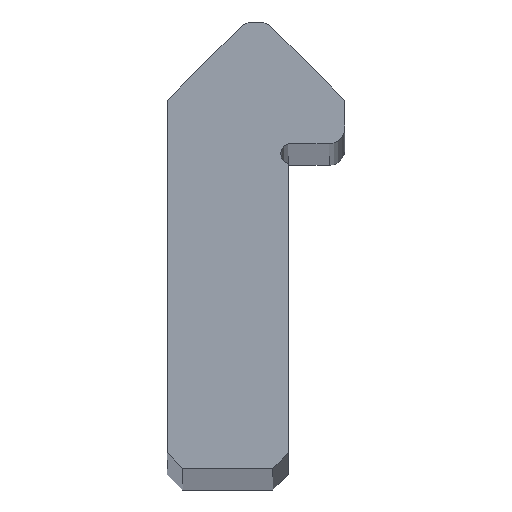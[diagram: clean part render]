
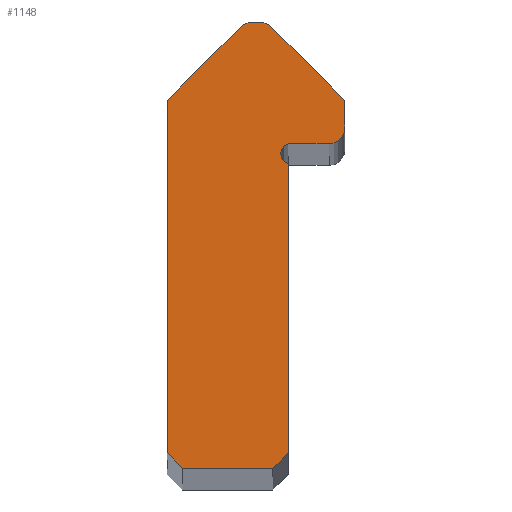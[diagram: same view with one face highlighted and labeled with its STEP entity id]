
A CAD part, top view. The second image highlights one B-rep face of the part: STEP entity #1148.
In plain terms, the highlighted planar face has unit normal (0, 0, 1).
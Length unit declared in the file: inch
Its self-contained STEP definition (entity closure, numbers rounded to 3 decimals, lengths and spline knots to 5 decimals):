
#3 = DIRECTION ( 'NONE',  ( 0., 0., 1. ) ) ;
#21 = CARTESIAN_POINT ( 'NONE',  ( -0.1709, -0.1709, 0. ) ) ;
#31 = CARTESIAN_POINT ( 'NONE',  ( 0.0325, -0.88193, 0. ) ) ;
#49 = VECTOR ( 'NONE', #443, 39.37008 ) ;
#53 = CARTESIAN_POINT ( 'NONE',  ( 0.1715, -0.22493, 0. ) ) ;
#59 = DIRECTION ( 'NONE',  ( -1., 0., 0. ) ) ;
#61 = ORIENTED_EDGE ( 'NONE', *, *, #1220, .T. ) ;
#64 = DIRECTION ( 'NONE',  ( -0.707, 0.707, 0. ) ) ;
#74 = DIRECTION ( 'NONE',  ( 0., 0., -1. ) ) ;
#90 = CARTESIAN_POINT ( 'NONE',  ( 0., -0.08485, 0. ) ) ;
#95 = AXIS2_PLACEMENT_3D ( 'NONE', #483, #1011, #188 ) ;
#102 = CARTESIAN_POINT ( 'NONE',  ( 0.1415, -0.17686, 0. ) ) ;
#123 = VERTEX_POINT ( 'NONE', #1353 ) ;
#138 = CIRCLE ( 'NONE', #1158, 0.03 ) ;
#156 = VECTOR ( 'NONE', #835, 39.37008 ) ;
#163 = DIRECTION ( 'NONE',  ( 0.707, -0.707, 0. ) ) ;
#180 = EDGE_CURVE ( 'NONE', #704, #1176, #954, .T. ) ;
#188 = DIRECTION ( 'NONE',  ( -1., 0., 0. ) ) ;
#217 = DIRECTION ( 'NONE',  ( 0., -1., 0. ) ) ;
#221 = CARTESIAN_POINT ( 'NONE',  ( -0.1715, -0.85193, 0. ) ) ;
#236 = CARTESIAN_POINT ( 'NONE',  ( 0.0625, -0.85193, 0. ) ) ;
#239 = EDGE_CURVE ( 'NONE', #123, #781, #138, .T. ) ;
#249 = VECTOR ( 'NONE', #1246, 39.37008 ) ;
#250 = DIRECTION ( 'NONE',  ( 0., 0., -1. ) ) ;
#259 = VERTEX_POINT ( 'NONE', #642 ) ;
#261 = CARTESIAN_POINT ( 'NONE',  ( 0.0625, -0.29366, 0. ) ) ;
#274 = LINE ( 'NONE', #765, #958 ) ;
#315 = AXIS2_PLACEMENT_3D ( 'NONE', #925, #1255, #831 ) ;
#340 = CARTESIAN_POINT ( 'NONE',  ( 0.1715, -0.17686, 0. ) ) ;
#357 = AXIS2_PLACEMENT_3D ( 'NONE', #90, #631, #832 ) ;
#374 = FACE_OUTER_BOUND ( 'NONE', #787, .T. ) ;
#375 = CARTESIAN_POINT ( 'NONE',  ( -0.1415, -0.88193, 0. ) ) ;
#399 = EDGE_CURVE ( 'NONE', #594, #123, #1290, .T. ) ;
#414 = EDGE_CURVE ( 'NONE', #1217, #868, #1185, .T. ) ;
#425 = EDGE_CURVE ( 'NONE', #851, #1217, #975, .T. ) ;
#434 = VERTEX_POINT ( 'NONE', #1193 ) ;
#441 = VERTEX_POINT ( 'NONE', #1102 ) ;
#443 = DIRECTION ( 'NONE',  ( -0.707, -0.707, 0. ) ) ;
#451 = EDGE_CURVE ( 'NONE', #441, #851, #766, .T. ) ;
#452 = DIRECTION ( 'NONE',  ( 1., 0., 0. ) ) ;
#454 = VERTEX_POINT ( 'NONE', #261 ) ;
#483 = CARTESIAN_POINT ( 'NONE',  ( -0.1415, -0.17686, 0. ) ) ;
#485 = CIRCLE ( 'NONE', #315, 0.03 ) ;
#500 = DIRECTION ( 'NONE',  ( -1., 0., 0. ) ) ;
#511 = AXIS2_PLACEMENT_3D ( 'NONE', #605, #74, #500 ) ;
#512 = ORIENTED_EDGE ( 'NONE', *, *, #399, .T. ) ;
#531 = EDGE_CURVE ( 'NONE', #454, #627, #686, .T. ) ;
#548 = ORIENTED_EDGE ( 'NONE', *, *, #531, .T. ) ;
#553 = VECTOR ( 'NONE', #753, 39.37008 ) ;
#559 = ORIENTED_EDGE ( 'NONE', *, *, #414, .T. ) ;
#594 = VERTEX_POINT ( 'NONE', #53 ) ;
#605 = CARTESIAN_POINT ( 'NONE',  ( -0.1415, -0.17686, 0. ) ) ;
#627 = VERTEX_POINT ( 'NONE', #890 ) ;
#631 = DIRECTION ( 'NONE',  ( 0., 0., 1. ) ) ;
#638 = LINE ( 'NONE', #952, #156 ) ;
#642 = CARTESIAN_POINT ( 'NONE',  ( -0.1715, -0.17686, 0. ) ) ;
#682 = VERTEX_POINT ( 'NONE', #1366 ) ;
#686 = CIRCLE ( 'NONE', #1018, 0.02 ) ;
#687 = VECTOR ( 'NONE', #217, 39.37008 ) ;
#695 = ORIENTED_EDGE ( 'NONE', *, *, #239, .T. ) ;
#704 = VERTEX_POINT ( 'NONE', #709 ) ;
#709 = CARTESIAN_POINT ( 'NONE',  ( 0.02475, -0.02475, 0. ) ) ;
#718 = ORIENTED_EDGE ( 'NONE', *, *, #451, .T. ) ;
#732 = CARTESIAN_POINT ( 'NONE',  ( -0.02475, -0.02475, 0. ) ) ;
#742 = ORIENTED_EDGE ( 'NONE', *, *, #180, .T. ) ;
#753 = DIRECTION ( 'NONE',  ( 0., 1., 0. ) ) ;
#758 = CARTESIAN_POINT ( 'NONE',  ( -0.1415, -0.88193, 0. ) ) ;
#765 = CARTESIAN_POINT ( 'NONE',  ( 0.02475, -0.02475, 0. ) ) ;
#766 = LINE ( 'NONE', #375, #837 ) ;
#781 = VERTEX_POINT ( 'NONE', #1336 ) ;
#787 = EDGE_LOOP ( 'NONE', ( #1001, #1115, #718, #1190, #559, #1304, #548, #61, #1291, #512, #695, #1369, #742, #1280 ) ) ;
#795 = CARTESIAN_POINT ( 'NONE',  ( 0.0675, -0.27429, 0. ) ) ;
#796 = EDGE_CURVE ( 'NONE', #434, #594, #485, .T. ) ;
#831 = DIRECTION ( 'NONE',  ( -1., 0., 0. ) ) ;
#832 = DIRECTION ( 'NONE',  ( -1., 0., 0. ) ) ;
#835 = DIRECTION ( 'NONE',  ( 1., 0., 0. ) ) ;
#836 = CARTESIAN_POINT ( 'NONE',  ( 0.0625, -0.85193, 0. ) ) ;
#837 = VECTOR ( 'NONE', #163, 39.37008 ) ;
#851 = VERTEX_POINT ( 'NONE', #758 ) ;
#868 = VERTEX_POINT ( 'NONE', #836 ) ;
#890 = CARTESIAN_POINT ( 'NONE',  ( 0.0625, -0.25493, 0. ) ) ;
#903 = PLANE ( 'NONE',  #511 ) ;
#925 = CARTESIAN_POINT ( 'NONE',  ( 0.1415, -0.22493, 0. ) ) ;
#939 = CARTESIAN_POINT ( 'NONE',  ( 0.0325, -0.88193, 0. ) ) ;
#948 = EDGE_CURVE ( 'NONE', #259, #441, #1191, .T. ) ;
#952 = CARTESIAN_POINT ( 'NONE',  ( 0.1415, -0.25493, 0. ) ) ;
#954 = CIRCLE ( 'NONE', #357, 0.065 ) ;
#958 = VECTOR ( 'NONE', #64, 39.37008 ) ;
#975 = LINE ( 'NONE', #31, #1245 ) ;
#981 = EDGE_CURVE ( 'NONE', #1176, #682, #1072, .T. ) ;
#997 = VECTOR ( 'NONE', #1078, 39.37008 ) ;
#1001 = ORIENTED_EDGE ( 'NONE', *, *, #1024, .T. ) ;
#1011 = DIRECTION ( 'NONE',  ( 0., 0., 1. ) ) ;
#1012 = EDGE_CURVE ( 'NONE', #781, #704, #274, .T. ) ;
#1018 = AXIS2_PLACEMENT_3D ( 'NONE', #795, #250, #59 ) ;
#1019 = LINE ( 'NONE', #1109, #249 ) ;
#1024 = EDGE_CURVE ( 'NONE', #682, #259, #1044, .T. ) ;
#1044 = CIRCLE ( 'NONE', #95, 0.03 ) ;
#1047 = DIRECTION ( 'NONE',  ( -1., 0., 0. ) ) ;
#1067 = EDGE_CURVE ( 'NONE', #868, #454, #1019, .T. ) ;
#1072 = LINE ( 'NONE', #21, #49 ) ;
#1078 = DIRECTION ( 'NONE',  ( 0.707, 0.707, 0. ) ) ;
#1102 = CARTESIAN_POINT ( 'NONE',  ( -0.1715, -0.85193, 0. ) ) ;
#1109 = CARTESIAN_POINT ( 'NONE',  ( 0.0625, -0.29366, 0. ) ) ;
#1115 = ORIENTED_EDGE ( 'NONE', *, *, #948, .T. ) ;
#1148 = ADVANCED_FACE ( 'NONE', ( #374 ), #903, .F. ) ;
#1158 = AXIS2_PLACEMENT_3D ( 'NONE', #102, #3, #1047 ) ;
#1176 = VERTEX_POINT ( 'NONE', #732 ) ;
#1185 = LINE ( 'NONE', #236, #997 ) ;
#1190 = ORIENTED_EDGE ( 'NONE', *, *, #425, .T. ) ;
#1191 = LINE ( 'NONE', #221, #687 ) ;
#1193 = CARTESIAN_POINT ( 'NONE',  ( 0.1415, -0.25493, 0. ) ) ;
#1217 = VERTEX_POINT ( 'NONE', #939 ) ;
#1220 = EDGE_CURVE ( 'NONE', #627, #434, #638, .T. ) ;
#1245 = VECTOR ( 'NONE', #452, 39.37008 ) ;
#1246 = DIRECTION ( 'NONE',  ( 0., 1., 0. ) ) ;
#1255 = DIRECTION ( 'NONE',  ( 0., 0., 1. ) ) ;
#1280 = ORIENTED_EDGE ( 'NONE', *, *, #981, .T. ) ;
#1290 = LINE ( 'NONE', #340, #553 ) ;
#1291 = ORIENTED_EDGE ( 'NONE', *, *, #796, .T. ) ;
#1304 = ORIENTED_EDGE ( 'NONE', *, *, #1067, .T. ) ;
#1336 = CARTESIAN_POINT ( 'NONE',  ( 0.1709, -0.1709, 0. ) ) ;
#1353 = CARTESIAN_POINT ( 'NONE',  ( 0.1715, -0.17686, 0. ) ) ;
#1366 = CARTESIAN_POINT ( 'NONE',  ( -0.1709, -0.1709, 0. ) ) ;
#1369 = ORIENTED_EDGE ( 'NONE', *, *, #1012, .T. ) ;
